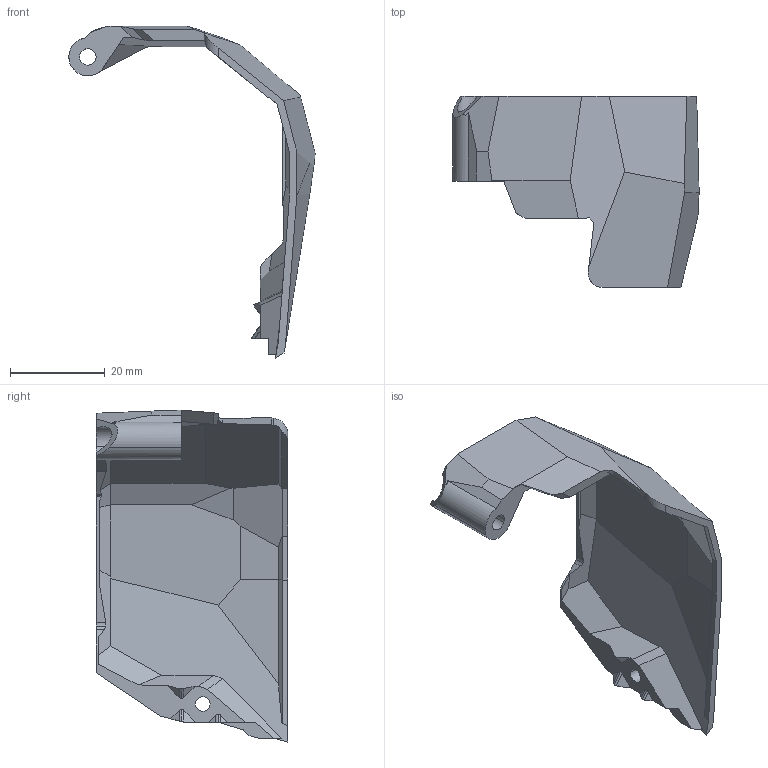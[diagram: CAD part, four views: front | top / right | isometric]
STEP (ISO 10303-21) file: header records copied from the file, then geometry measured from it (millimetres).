
FILE_DESCRIPTION (( 'STEP AP214' ), '1' );
FILE_NAME ('裔赽.STEP', '2024-09-11T01:36:51', ( 'Windows User' ), ( 'P R C' ), 'SwSTEP 2.0', 'SolidWorks 2024', '' );
FILE_SCHEMA (( 'AUTOMOTIVE_DESIGN' ));
Length unit declared in the file: millimetre
Products named in the file (1): 盖子
Bounding box: 52.07 x 40.46 x 70.19 mm (x, y, z)
Volume: 8479.5 mm3; surface area: 8569.4 mm2
Topology: 1 solids, 1 shells, 134 faces, 389 edges, 255 vertices
Faces by surface type: plane 96, cylinder 32, cone 4, bspline 2
Entity records: 4433 total; most frequent: CARTESIAN_POINT 979, ORIENTED_EDGE 778, DIRECTION 648, EDGE_CURVE 389, LINE 296, VECTOR 296, VERTEX_POINT 255, AXIS2_PLACEMENT_3D 176
